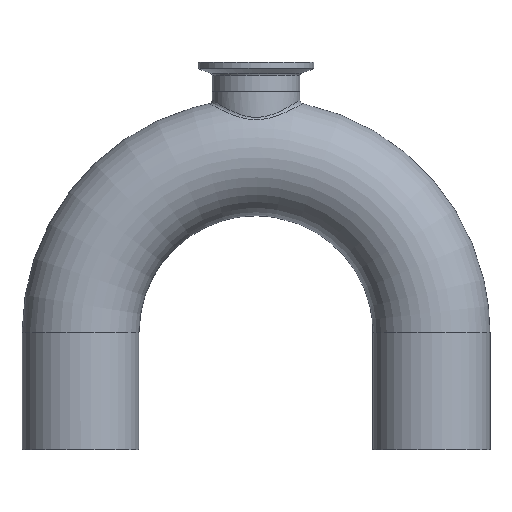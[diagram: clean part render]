
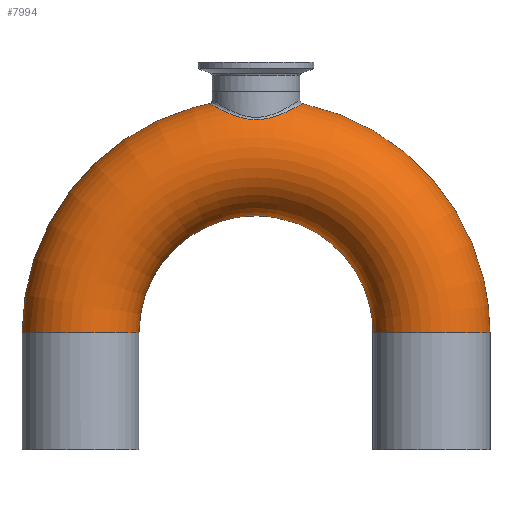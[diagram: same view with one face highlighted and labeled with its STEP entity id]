
A CAD part, front view. The second image highlights one B-rep face of the part: STEP entity #7994.
In plain terms, the highlighted toroidal (fillet/blend) face has major radius 76.2 mm and minor radius 25.4 mm.
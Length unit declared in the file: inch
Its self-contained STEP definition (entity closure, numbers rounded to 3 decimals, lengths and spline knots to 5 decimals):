
#1692=B_SPLINE_CURVE_WITH_KNOTS('',3,(#17403,#17404,#17405,#17406,#17407,
#17408,#17409,#17410,#17411,#17412,#17413,#17414,#17415,#17416,#17417,#17418,
#17419,#17420,#17421,#17422,#17423,#17424,#17425,#17426,#17427,#17428,#17429,
#17430,#17431,#17432),.UNSPECIFIED.,.T.,.F.,(4,1,1,1,1,1,1,1,1,1,1,1,1,
1,1,1,1,1,1,1,1,1,1,1,1,1,1,4),(-9.80434,-9.33857,-8.8728,
-8.40703,-7.94126,-7.47549,-7.00972,
-6.54395,-6.07818,-5.61241,-5.14664,
-4.68087,-4.2151,-3.59407,-3.28356,
-2.97304,-2.35202,-1.73099,-1.10996,
-0.48893,-0.02316,0.44261,0.90838,
1.37415,1.83992,2.30569,2.77146,3.23723),
 .UNSPECIFIED.);
#2006=FACE_BOUND('',#2964,.T.);
#2007=FACE_BOUND('',#2965,.T.);
#2450=FACE_OUTER_BOUND('',#2963,.T.);
#2963=EDGE_LOOP('',(#7469));
#2964=EDGE_LOOP('',(#7470));
#2965=EDGE_LOOP('',(#7471));
#3155=CIRCLE('',#8497,1.);
#3161=CIRCLE('',#8512,1.);
#3944=VERTEX_POINT('',#17214);
#3945=VERTEX_POINT('',#17370);
#3952=VERTEX_POINT('',#17488);
#5115=EDGE_CURVE('',#3944,#3944,#3155,.T.);
#5118=EDGE_CURVE('',#3945,#3945,#1692,.T.);
#5124=EDGE_CURVE('',#3952,#3952,#3161,.T.);
#7469=ORIENTED_EDGE('',*,*,#5124,.F.);
#7470=ORIENTED_EDGE('',*,*,#5118,.F.);
#7471=ORIENTED_EDGE('',*,*,#5115,.F.);
#7482=TOROIDAL_SURFACE('',#8521,3.,1.);
#7994=ADVANCED_FACE('',(#2450,#2006,#2007),#7482,.T.);
#8497=AXIS2_PLACEMENT_3D('',#17215,#10032,#10033);
#8512=AXIS2_PLACEMENT_3D('',#17489,#10062,#10063);
#8521=AXIS2_PLACEMENT_3D('',#17501,#10080,#10081);
#10032=DIRECTION('center_axis',(0.,0.,
-1.));
#10033=DIRECTION('ref_axis',(-1.,0.,0.));
#10062=DIRECTION('center_axis',(0.,0.,
-1.));
#10063=DIRECTION('ref_axis',(1.,0.,0.));
#10080=DIRECTION('center_axis',(0.,1.,0.));
#10081=DIRECTION('ref_axis',(0.707,0.,0.707));
#17214=CARTESIAN_POINT('',(3.30167,-1.,2.));
#17215=CARTESIAN_POINT('Origin',(3.30167,0.,
2.));
#17370=CARTESIAN_POINT('',(0.30167,0.76471,5.64438));
#17403=CARTESIAN_POINT('Ctrl Pts',(0.30167,0.76472,
5.64434));
#17404=CARTESIAN_POINT('Ctrl Pts',(0.23966,0.76472,5.64434));
#17405=CARTESIAN_POINT('Ctrl Pts',(0.11566,0.75075,
5.65814));
#17406=CARTESIAN_POINT('Ctrl Pts',(-0.05326,0.69273,
5.70776));
#17407=CARTESIAN_POINT('Ctrl Pts',(-0.20114,0.60347,
5.76823));
#17408=CARTESIAN_POINT('Ctrl Pts',(-0.32553,0.48568,5.82781));
#17409=CARTESIAN_POINT('Ctrl Pts',(-0.42193,0.34198,
5.8778));
#17410=CARTESIAN_POINT('Ctrl Pts',(-0.48398,0.17715,
5.9113));
#17411=CARTESIAN_POINT('Ctrl Pts',(-0.50552,0.00001,
5.92313));
#17412=CARTESIAN_POINT('Ctrl Pts',(-0.48399,-0.17713,
5.9113));
#17413=CARTESIAN_POINT('Ctrl Pts',(-0.42192,-0.34197,
5.8778));
#17414=CARTESIAN_POINT('Ctrl Pts',(-0.32557,-0.48568,
5.82781));
#17415=CARTESIAN_POINT('Ctrl Pts',(-0.20108,-0.60346,
5.76825));
#17416=CARTESIAN_POINT('Ctrl Pts',(-0.03703,-0.70265,
5.701));
#17417=CARTESIAN_POINT('Ctrl Pts',(0.13604,-0.75545,
5.65334));
#17418=CARTESIAN_POINT('Ctrl Pts',(0.30166,-0.7678,
5.64139));
#17419=CARTESIAN_POINT('Ctrl Pts',(0.4673,-0.75547,
5.65331));
#17420=CARTESIAN_POINT('Ctrl Pts',(0.65953,-0.69675,
5.70637));
#17421=CARTESIAN_POINT('Ctrl Pts',(0.85178,-0.57085,
5.78928));
#17422=CARTESIAN_POINT('Ctrl Pts',(1.00082,-0.39564,
5.86454));
#17423=CARTESIAN_POINT('Ctrl Pts',(1.08492,-0.19687,5.91002));
#17424=CARTESIAN_POINT('Ctrl Pts',(1.10885,0.00002,
5.92312));
#17425=CARTESIAN_POINT('Ctrl Pts',(1.08732,0.17712,5.91131));
#17426=CARTESIAN_POINT('Ctrl Pts',(1.02527,0.34198,5.87779));
#17427=CARTESIAN_POINT('Ctrl Pts',(0.92887,0.48567,
5.82782));
#17428=CARTESIAN_POINT('Ctrl Pts',(0.80449,0.60346,
5.76823));
#17429=CARTESIAN_POINT('Ctrl Pts',(0.6566,0.69272,
5.70776));
#17430=CARTESIAN_POINT('Ctrl Pts',(0.48768,0.75075,
5.65814));
#17431=CARTESIAN_POINT('Ctrl Pts',(0.36367,0.76472,
5.64434));
#17432=CARTESIAN_POINT('Ctrl Pts',(0.30167,0.76472,
5.64434));
#17488=CARTESIAN_POINT('',(-2.69833,1.,2.));
#17489=CARTESIAN_POINT('Origin',(-2.69833,0.,
2.));
#17501=CARTESIAN_POINT('Origin',(0.30167,0.,
2.));
